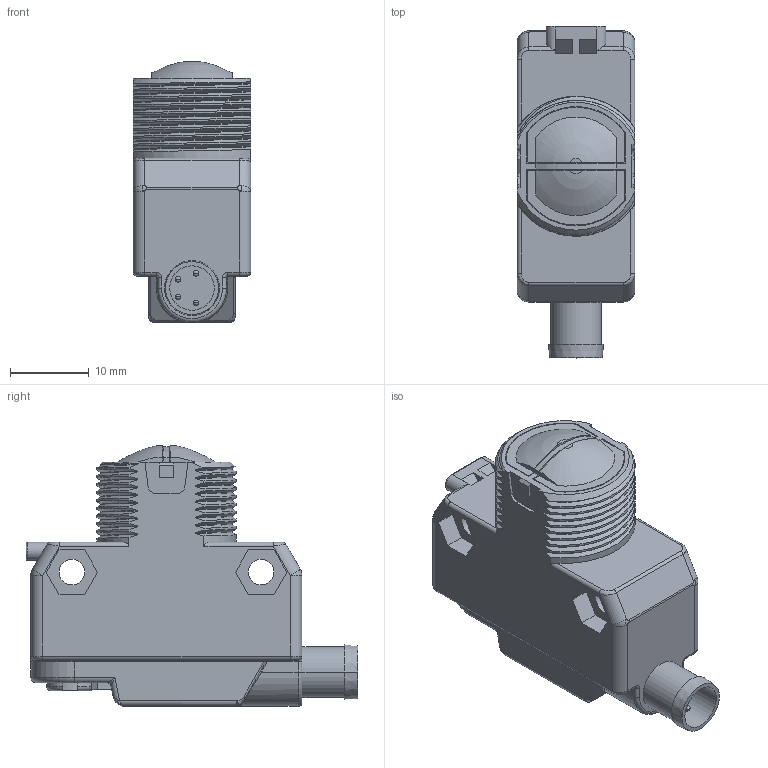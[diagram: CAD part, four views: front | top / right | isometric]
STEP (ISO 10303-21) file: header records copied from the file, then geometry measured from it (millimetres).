
FILE_DESCRIPTION((''),'2;1');
FILE_NAME('139706_SW','2008-05-07T',('banengservice'),('BANNER ENGINEERING'),'PRO/ENGINEER BY PARAMETRIC TECHNOLOGY CORPORATION, 2006170','PRO/ENGINEER BY PARAMETRIC TECHNOLOGY CORPORATION, 2006170','');
FILE_SCHEMA(('CONFIG_CONTROL_DESIGN'));
Length unit declared in the file: inch
Products named in the file (1): 139706_SW
Bounding box: 15 x 42.22 x 33.2 mm (x, y, z)
Volume: 11393.8 mm3; surface area: 4530.6 mm2
Topology: 1 solids, 1 shells, 390 faces, 990 edges, 620 vertices
Faces by surface type: plane 143, cylinder 116, bspline 97, torus 17, sphere 10, cone 5, revolution 2
Entity records: 17877 total; most frequent: CARTESIAN_POINT 9071, ORIENTED_EDGE 1976, DIRECTION 1558, EDGE_CURVE 988, VERTEX_POINT 620, VECTOR 528, LINE 528, AXIS2_PLACEMENT_3D 514
